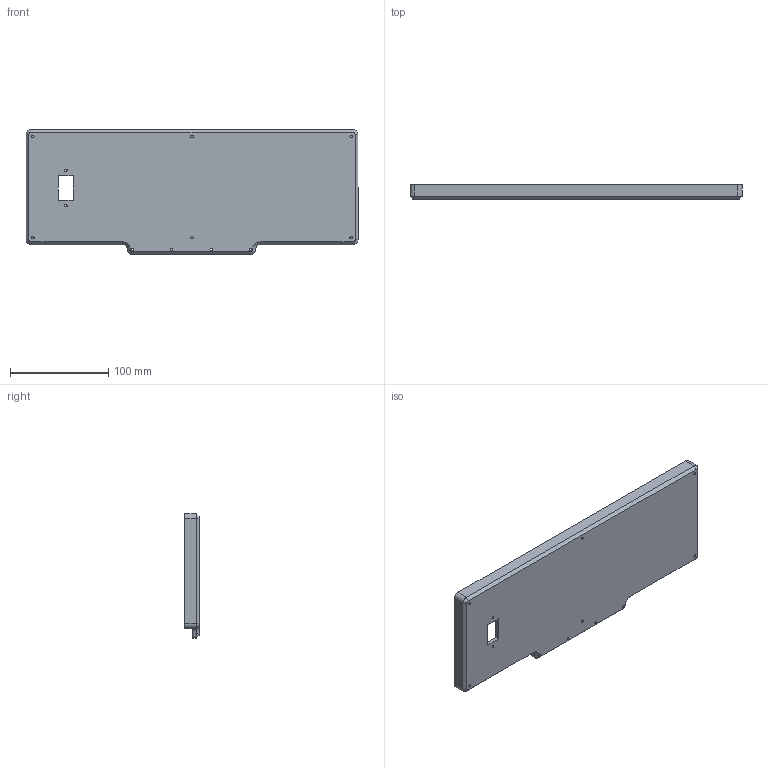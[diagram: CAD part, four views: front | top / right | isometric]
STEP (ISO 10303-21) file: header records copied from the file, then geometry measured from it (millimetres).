
FILE_DESCRIPTION (( 'STEP AP203' ), '1' );
FILE_NAME ('俋褲.STEP', '2025-12-29T11:50:38', ( '' ), ( '' ), 'SwSTEP 2.0', 'SolidWorks 2023', '' );
FILE_SCHEMA (( 'CONFIG_CONTROL_DESIGN' ));
Length unit declared in the file: millimetre
Products named in the file (1): 外壳
Bounding box: 337.35 x 15 x 126.87 mm (x, y, z)
Volume: 231630.3 mm3; surface area: 104232.4 mm2
Topology: 1 solids, 1 shells, 227 faces, 581 edges, 383 vertices
Faces by surface type: cylinder 121, plane 98, cone 8
Entity records: 7074 total; most frequent: DIRECTION 1293, CARTESIAN_POINT 1195, ORIENTED_EDGE 1162, EDGE_CURVE 581, AXIS2_PLACEMENT_3D 485, VERTEX_POINT 383, LINE 323, VECTOR 323
